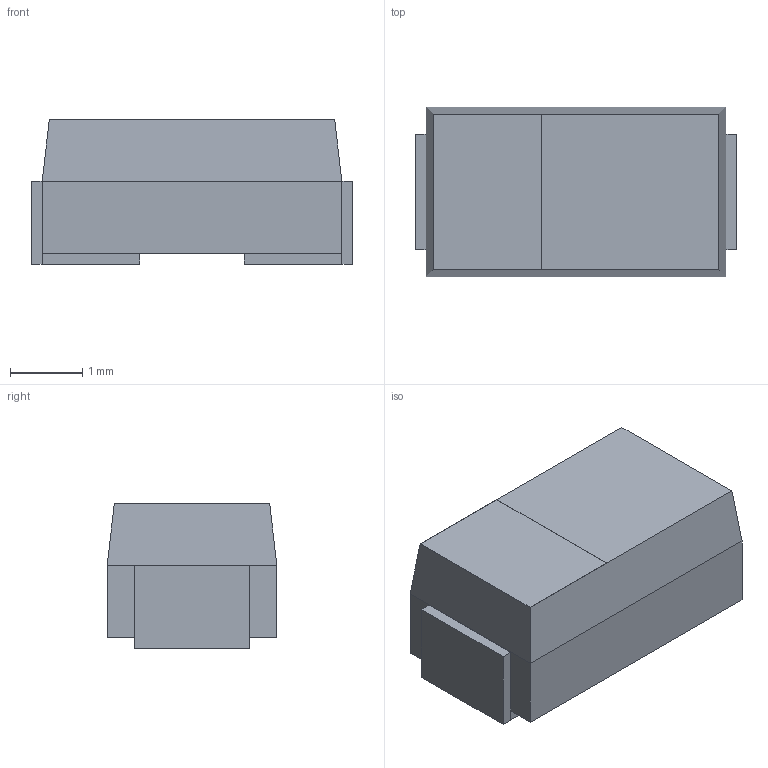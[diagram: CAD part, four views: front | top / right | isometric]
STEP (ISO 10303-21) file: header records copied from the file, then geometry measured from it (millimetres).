
FILE_DESCRIPTION(/* description */ (''),/* implementation_level */ '2;1');
FILE_NAME(/* name */ 'S1M-CHAN v1.step',/* time_stamp */ '2022-07-01T14:36:46-07:00',/* author */ (''),/* organization */ (''),/* preprocessor_version */ 'ST-DEVELOPER v19',/* originating_system */ 'Autodesk Translation Framework v11.7.0.108',/* authorisation */ '');
FILE_SCHEMA (('AUTOMOTIVE_DESIGN { 1 0 10303 214 3 1 1 }'));
Length unit declared in the file: millimetre
Products named in the file (2): S1M-CHAN; Model
Assembly tree (1 placements, depth 2):
  S1M-CHAN
    Model
Bounding box: 4.45 x 2.35 x 2 mm (x, y, z)
Volume: 18.7 mm3; surface area: 67.9 mm2
Topology: 6 solids, 6 shells, 40 faces, 80 edges, 52 vertices
Faces by surface type: plane 40
Entity records: 1081 total; most frequent: CARTESIAN_POINT 175, DIRECTION 166, ORIENTED_EDGE 160, LINE 80, VECTOR 80, EDGE_CURVE 80, VERTEX_POINT 52, AXIS2_PLACEMENT_3D 43
